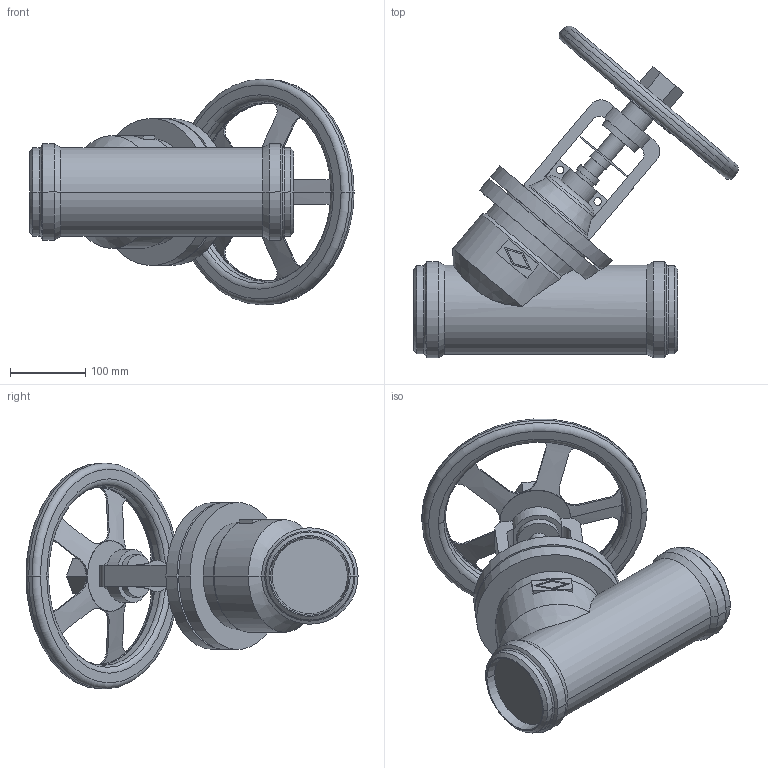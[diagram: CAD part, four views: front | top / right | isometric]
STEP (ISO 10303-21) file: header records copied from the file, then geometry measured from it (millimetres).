
FILE_DESCRIPTION(('OneSpaceDesigner STEP Export'),'2;1');
FILE_NAME('c000003944.stp','2009-09-17T 8:59:16',(''),(''),'OneSpace Designer STEP processor for AP214 (Solid Model)','OneSpace Modeling 15.50B 03-Nov-2007 (C) CoCreate Software GmbH','');
FILE_SCHEMA(('AUTOMOTIVE_DESIGN { 1 0 10303 214 1 1 1 1 }'));
Length unit declared in the file: millimetre
Products named in the file (1): 1
Bounding box: 430.49 x 440.76 x 300 mm (x, y, z)
Volume: 7250584.3 mm3; surface area: 458836.4 mm2
Topology: 1 solids, 1 shells, 227 faces, 635 edges, 408 vertices
Faces by surface type: cylinder 90, plane 79, cone 30, torus 28
Entity records: 9655 total; most frequent: CARTESIAN_POINT 2586, ORIENTED_EDGE 1246, DIRECTION 901, EDGE_CURVE 623, VERTEX_POINT 402, AXIS2_PLACEMENT_3D 334, EDGE_LOOP 251, VECTOR 233
